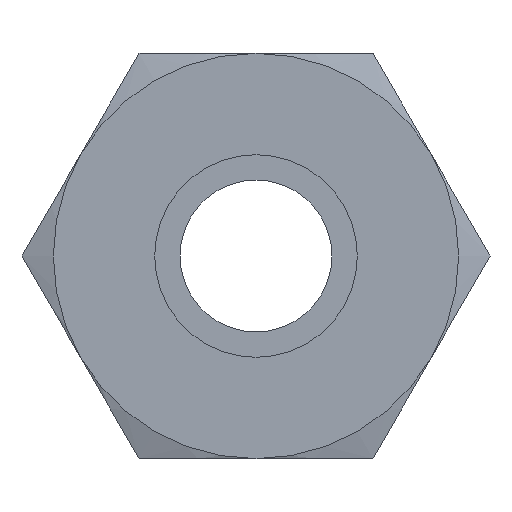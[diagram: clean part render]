
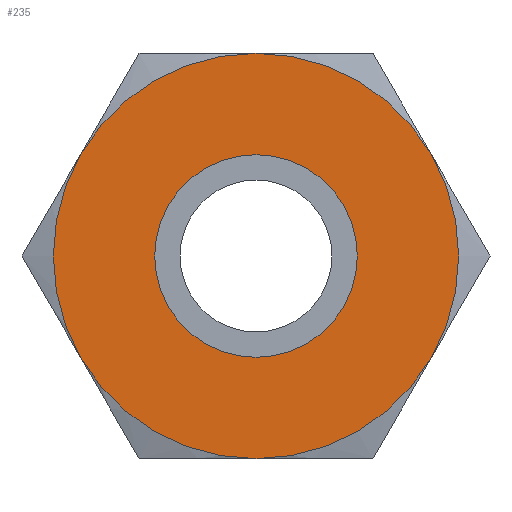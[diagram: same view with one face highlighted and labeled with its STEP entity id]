
A CAD part, left-side view. The second image highlights one B-rep face of the part: STEP entity #235.
In plain terms, the highlighted face is planar.
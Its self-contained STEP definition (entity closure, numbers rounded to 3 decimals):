
#235 = ADVANCED_FACE( '', ( #514, #515 ), #516, .F. );
#514 = FACE_BOUND( '', #862, .T. );
#515 = FACE_OUTER_BOUND( '', #863, .T. );
#516 = PLANE( '', #864 );
#862 = EDGE_LOOP( '', ( #1346 ) );
#863 = EDGE_LOOP( '', ( #1347, #1348, #1349, #1350, #1351, #1352 ) );
#864 = AXIS2_PLACEMENT_3D( '', #1353, #1354, #1355 );
#1346 = ORIENTED_EDGE( '', *, *, #2090, .F. );
#1347 = ORIENTED_EDGE( '', *, *, #2078, .T. );
#1348 = ORIENTED_EDGE( '', *, *, #2091, .T. );
#1349 = ORIENTED_EDGE( '', *, *, #2092, .T. );
#1350 = ORIENTED_EDGE( '', *, *, #2093, .T. );
#1351 = ORIENTED_EDGE( '', *, *, #2094, .T. );
#1352 = ORIENTED_EDGE( '', *, *, #2095, .T. );
#1353 = CARTESIAN_POINT( '', ( 11.5, 6., 0. ) );
#1354 = DIRECTION( '', ( -1., 0., 0. ) );
#1355 = DIRECTION( '', ( 0., 0., 1. ) );
#2078 = EDGE_CURVE( '', #2486, #2487, #2488, .T. );
#2090 = EDGE_CURVE( '', #2505, #2505, #2506, .F. );
#2091 = EDGE_CURVE( '', #2487, #2507, #2508, .T. );
#2092 = EDGE_CURVE( '', #2507, #2438, #2509, .T. );
#2093 = EDGE_CURVE( '', #2438, #2510, #2511, .T. );
#2094 = EDGE_CURVE( '', #2510, #2512, #2513, .T. );
#2095 = EDGE_CURVE( '', #2512, #2486, #2514, .T. );
#2438 = VERTEX_POINT( '', #2987 );
#2486 = VERTEX_POINT( '', #3074 );
#2487 = VERTEX_POINT( '', #3075 );
#2488 = CIRCLE( '', #3076, 6. );
#2505 = VERTEX_POINT( '', #3104 );
#2506 = CIRCLE( '', #3105, 3. );
#2507 = VERTEX_POINT( '', #3106 );
#2508 = CIRCLE( '', #3107, 6. );
#2509 = CIRCLE( '', #3108, 6. );
#2510 = VERTEX_POINT( '', #3109 );
#2511 = CIRCLE( '', #3110, 6. );
#2512 = VERTEX_POINT( '', #3111 );
#2513 = CIRCLE( '', #3112, 6. );
#2514 = CIRCLE( '', #3113, 6. );
#2987 = CARTESIAN_POINT( '', ( 11.5, 0., 6. ) );
#3074 = CARTESIAN_POINT( '', ( 11.5, 0., -6. ) );
#3075 = CARTESIAN_POINT( '', ( 11.5, 5.196, -3. ) );
#3076 = AXIS2_PLACEMENT_3D( '', #3605, #3606, #3607 );
#3104 = CARTESIAN_POINT( '', ( 11.5, 0., 3. ) );
#3105 = AXIS2_PLACEMENT_3D( '', #3616, #3617, #3618 );
#3106 = CARTESIAN_POINT( '', ( 11.5, 5.196, 3. ) );
#3107 = AXIS2_PLACEMENT_3D( '', #3619, #3620, #3621 );
#3108 = AXIS2_PLACEMENT_3D( '', #3622, #3623, #3624 );
#3109 = CARTESIAN_POINT( '', ( 11.5, -5.196, 3. ) );
#3110 = AXIS2_PLACEMENT_3D( '', #3625, #3626, #3627 );
#3111 = CARTESIAN_POINT( '', ( 11.5, -5.196, -3. ) );
#3112 = AXIS2_PLACEMENT_3D( '', #3628, #3629, #3630 );
#3113 = AXIS2_PLACEMENT_3D( '', #3631, #3632, #3633 );
#3605 = CARTESIAN_POINT( '', ( 11.5, 0., 0. ) );
#3606 = DIRECTION( '', ( 1., 0., 0. ) );
#3607 = DIRECTION( '', ( 0., 0., -1. ) );
#3616 = CARTESIAN_POINT( '', ( 11.5, 0., 0. ) );
#3617 = DIRECTION( '', ( -1., 0., 0. ) );
#3618 = DIRECTION( '', ( 0., 0., 1. ) );
#3619 = CARTESIAN_POINT( '', ( 11.5, 0., 0. ) );
#3620 = DIRECTION( '', ( 1., 0., 0. ) );
#3621 = DIRECTION( '', ( 0., 0., -1. ) );
#3622 = CARTESIAN_POINT( '', ( 11.5, 0., 0. ) );
#3623 = DIRECTION( '', ( 1., 0., 0. ) );
#3624 = DIRECTION( '', ( 0., 0., -1. ) );
#3625 = CARTESIAN_POINT( '', ( 11.5, 0., 0. ) );
#3626 = DIRECTION( '', ( 1., 0., 0. ) );
#3627 = DIRECTION( '', ( 0., 0., -1. ) );
#3628 = CARTESIAN_POINT( '', ( 11.5, 0., 0. ) );
#3629 = DIRECTION( '', ( 1., 0., 0. ) );
#3630 = DIRECTION( '', ( 0., 0., -1. ) );
#3631 = CARTESIAN_POINT( '', ( 11.5, 0., 0. ) );
#3632 = DIRECTION( '', ( 1., 0., 0. ) );
#3633 = DIRECTION( '', ( 0., 0., -1. ) );
